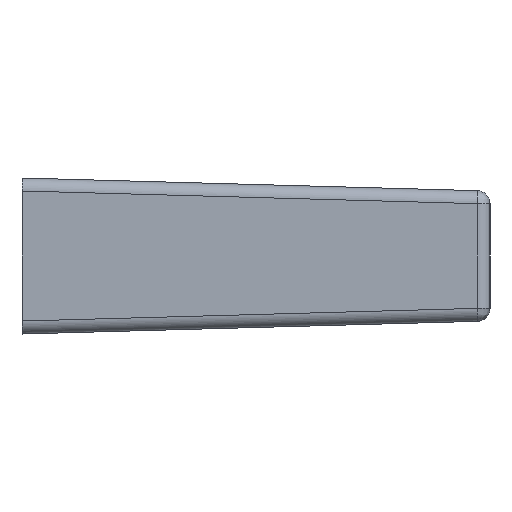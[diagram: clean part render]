
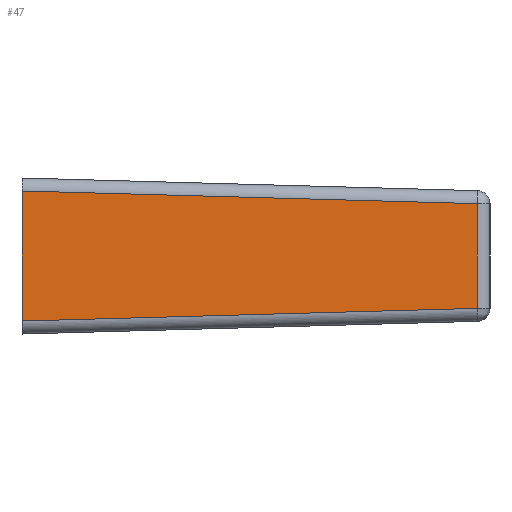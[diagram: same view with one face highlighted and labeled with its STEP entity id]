
A CAD part, left-side view. The second image highlights one B-rep face of the part: STEP entity #47.
In plain terms, the highlighted planar face has unit normal (-1, -0.028, 0).
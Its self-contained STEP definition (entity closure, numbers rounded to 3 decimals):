
#47=ADVANCED_FACE('',(#160),#159,.F.);
#159=PLANE('',#609);
#160=FACE_OUTER_BOUND('',#610,.T.);
#606=CARTESIAN_POINT('',(-43.93,-38.531,-6.));
#607=DIRECTION('',(1.,0.028,0.));
#608=DIRECTION('',(-0.028,1.,0.));
#609=AXIS2_PLACEMENT_3D('',#606,#607,#608);
#610=EDGE_LOOP('',(#1086,#1087,#1088,#1089));
#1086=ORIENTED_EDGE('',*,*,#1380,.T.);
#1087=ORIENTED_EDGE('',*,*,#1381,.T.);
#1088=ORIENTED_EDGE('',*,*,#1382,.T.);
#1089=ORIENTED_EDGE('',*,*,#1383,.T.);
#1380=EDGE_CURVE('',#1814,#1815,#1816,.T.);
#1381=EDGE_CURVE('',#1815,#1822,#1823,.T.);
#1382=EDGE_CURVE('',#1822,#1829,#1830,.T.);
#1383=EDGE_CURVE('',#1829,#1814,#1836,.T.);
#1814=VERTEX_POINT('',#2764);
#1815=VERTEX_POINT('',#2765);
#1816=LINE('',#2766,#2767);
#1822=VERTEX_POINT('',#2769);
#1823=LINE('',#2770,#2771);
#1829=VERTEX_POINT('',#2773);
#1830=LINE('',#2774,#2775);
#1836=LINE('',#2777,#2778);
#2764=CARTESIAN_POINT('',(-44.027,-35.028,-4.027));
#2765=CARTESIAN_POINT('',(-44.027,-35.028,4.027));
#2766=CARTESIAN_POINT('',(-44.027,-35.028,-4.027));
#2767=VECTOR('',#2768,8.055);
#2768=DIRECTION('',(0.,0.,1.));
#2769=CARTESIAN_POINT('',(-45.,0.,5.));
#2770=CARTESIAN_POINT('',(-44.027,-35.028,4.027));
#2771=VECTOR('',#2772,35.055);
#2772=DIRECTION('',(-0.028,0.999,0.028));
#2773=CARTESIAN_POINT('',(-45.,0.,-5.));
#2774=CARTESIAN_POINT('',(-45.,0.,5.));
#2775=VECTOR('',#2776,10.001);
#2776=DIRECTION('',(0.,0.,-1.));
#2777=CARTESIAN_POINT('',(-45.,0.,-5.));
#2778=VECTOR('',#2779,35.055);
#2779=DIRECTION('',(0.028,-0.999,0.028));
